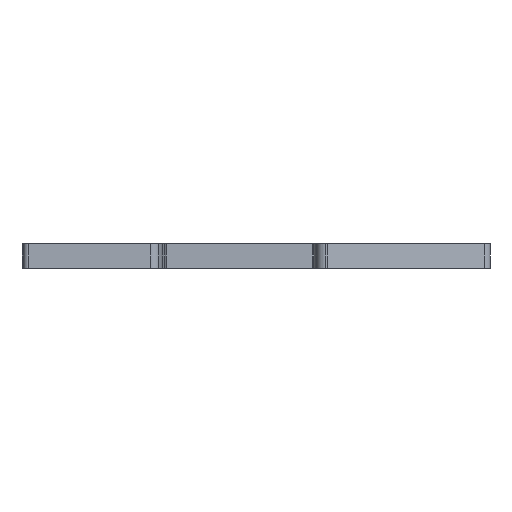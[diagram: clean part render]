
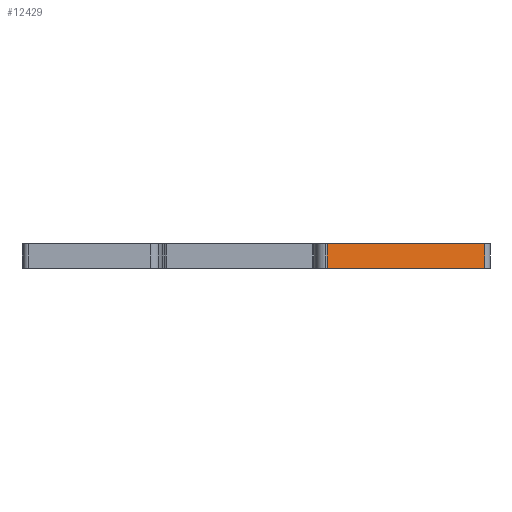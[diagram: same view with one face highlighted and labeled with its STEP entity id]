
A CAD part, front view. The second image highlights one B-rep face of the part: STEP entity #12429.
In plain terms, the highlighted planar face has unit normal (0.254, -0.967, 0).
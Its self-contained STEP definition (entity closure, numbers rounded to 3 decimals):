
#109=DIRECTION('',(0.967,0.254,0.));
#110=VECTOR('',#109,34.605);
#111=CARTESIAN_POINT('',(18.692,-5.951,-2.6));
#112=LINE('',#111,#110);
#1588=DIRECTION('',(-0.967,-0.254,0.));
#1589=VECTOR('',#1588,34.605);
#1590=CARTESIAN_POINT('',(52.159,2.849,2.6));
#1591=LINE('',#1590,#1589);
#4647=DIRECTION('',(0.,0.,1.));
#4648=VECTOR('',#4647,5.2);
#4649=CARTESIAN_POINT('',(52.159,2.849,-2.6));
#4650=LINE('',#4649,#4648);
#4655=DIRECTION('',(0.,0.,-1.));
#4656=VECTOR('',#4655,5.2);
#4657=CARTESIAN_POINT('',(18.692,-5.951,2.6));
#4658=LINE('',#4657,#4656);
#5338=CARTESIAN_POINT('',(18.692,-5.951,-2.6));
#5339=VERTEX_POINT('',#5338);
#5340=CARTESIAN_POINT('',(52.159,2.849,-2.6));
#5341=VERTEX_POINT('',#5340);
#6017=CARTESIAN_POINT('',(52.159,2.849,2.6));
#6018=VERTEX_POINT('',#6017);
#6019=CARTESIAN_POINT('',(18.692,-5.951,2.6));
#6020=VERTEX_POINT('',#6019);
#12417=CARTESIAN_POINT('',(18.692,-5.951,-2.6));
#12418=DIRECTION('',(0.254,-0.967,0.));
#12419=DIRECTION('',(0.967,0.254,0.));
#12420=AXIS2_PLACEMENT_3D('',#12417,#12418,#12419);
#12421=PLANE('',#12420);
#12422=ORIENTED_EDGE('',*,*,#6946,.F.);
#12424=ORIENTED_EDGE('',*,*,#12423,.F.);
#12425=ORIENTED_EDGE('',*,*,#7692,.F.);
#12426=ORIENTED_EDGE('',*,*,#12410,.F.);
#12427=EDGE_LOOP('',(#12422,#12424,#12425,#12426));
#12428=FACE_OUTER_BOUND('',#12427,.F.);
#6946=EDGE_CURVE('',#5339,#5341,#112,.T.);
#7692=EDGE_CURVE('',#6018,#6020,#1591,.T.);
#12410=EDGE_CURVE('',#5341,#6018,#4650,.T.);
#12423=EDGE_CURVE('',#6020,#5339,#4658,.T.);
#12429=ADVANCED_FACE('',(#12428),#12421,.T.);
